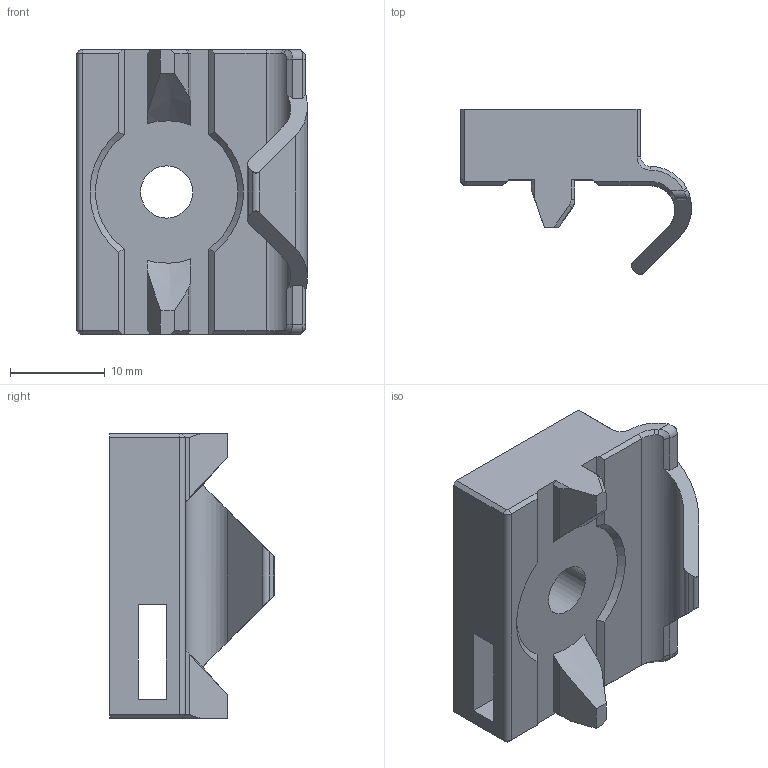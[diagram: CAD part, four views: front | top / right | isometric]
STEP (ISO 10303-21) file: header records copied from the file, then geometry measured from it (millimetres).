
FILE_DESCRIPTION(/* description */ (''),/* implementation_level */ '2;1');
FILE_NAME(/* name */ 'RailOptiX-Base-5-1.stp',/* time_stamp */ '2022-06-17T09:48:44+02:00',/* author */ ('buchmannmartin'),/* organization */ (''),/* preprocessor_version */ 'ST-DEVELOPER v19',/* originating_system */ 'Autodesk Inventor 2023',/* authorisation */ '');
FILE_SCHEMA (('AUTOMOTIVE_DESIGN { 1 0 10303 214 3 1 1 }'));
Length unit declared in the file: millimetre
Products named in the file (1): RailOptiX-01
Bounding box: 24.35 x 17.37 x 30 mm (x, y, z)
Volume: 4279 mm3; surface area: 3123.3 mm2
Topology: 1 solids, 1 shells, 87 faces, 235 edges, 150 vertices
Faces by surface type: plane 52, cone 14, cylinder 13, bspline 8
Full cylindrical faces by diameter (mm): 5.5 x1, 10 x1
Entity records: 3025 total; most frequent: CARTESIAN_POINT 855, ORIENTED_EDGE 470, DIRECTION 403, EDGE_CURVE 235, LINE 159, VECTOR 159, VERTEX_POINT 150, AXIS2_PLACEMENT_3D 122
